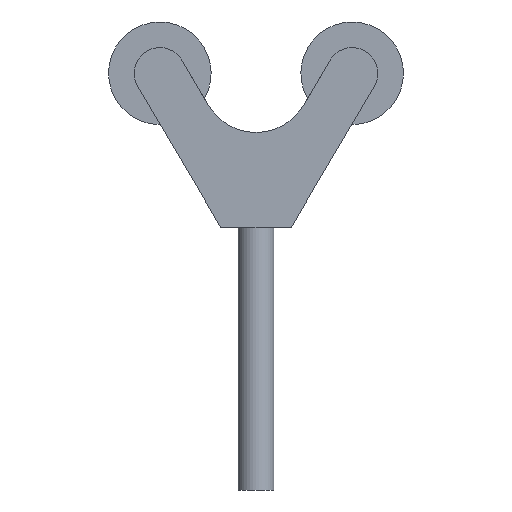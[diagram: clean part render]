
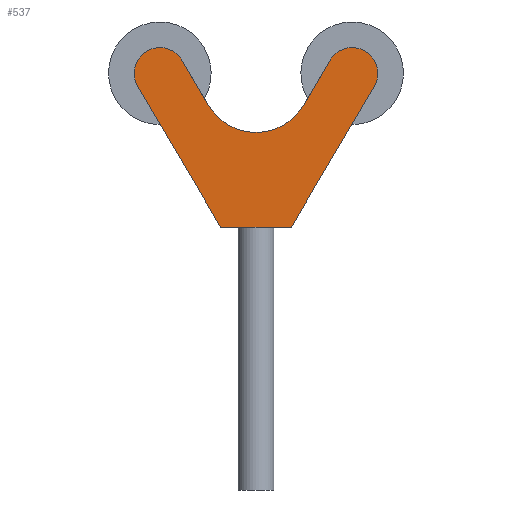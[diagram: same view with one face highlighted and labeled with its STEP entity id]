
A CAD part, front view. The second image highlights one B-rep face of the part: STEP entity #537.
In plain terms, the highlighted planar face has unit normal (0, -1, 0).
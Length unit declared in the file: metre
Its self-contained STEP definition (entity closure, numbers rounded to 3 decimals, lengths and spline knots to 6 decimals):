
#53=LINE('',#887,#105);
#69=LINE('',#928,#121);
#74=LINE('',#941,#126);
#78=LINE('',#951,#130);
#82=LINE('',#962,#134);
#105=VECTOR('',#719,1.);
#121=VECTOR('',#763,1.);
#126=VECTOR('',#776,1.);
#130=VECTOR('',#786,1.);
#134=VECTOR('',#798,1.);
#251=ORIENTED_EDGE('',*,*,#313,.T.);
#252=ORIENTED_EDGE('',*,*,#352,.T.);
#253=ORIENTED_EDGE('',*,*,#349,.F.);
#254=ORIENTED_EDGE('',*,*,#346,.T.);
#255=ORIENTED_EDGE('',*,*,#343,.T.);
#256=ORIENTED_EDGE('',*,*,#341,.F.);
#257=ORIENTED_EDGE('',*,*,#338,.T.);
#258=ORIENTED_EDGE('',*,*,#334,.F.);
#313=EDGE_CURVE('',#382,#381,#53,.T.);
#334=EDGE_CURVE('',#382,#393,#69,.T.);
#338=EDGE_CURVE('',#396,#393,#417,.T.);
#341=EDGE_CURVE('',#396,#397,#74,.T.);
#343=EDGE_CURVE('',#398,#397,#418,.T.);
#346=EDGE_CURVE('',#400,#398,#78,.T.);
#349=EDGE_CURVE('',#400,#402,#420,.T.);
#352=EDGE_CURVE('',#381,#402,#82,.T.);
#381=VERTEX_POINT('',#886);
#382=VERTEX_POINT('',#888);
#393=VERTEX_POINT('',#929);
#396=VERTEX_POINT('',#937);
#397=VERTEX_POINT('',#942);
#398=VERTEX_POINT('',#946);
#400=VERTEX_POINT('',#952);
#402=VERTEX_POINT('',#958);
#417=CIRCLE('',#642,0.0254);
#418=CIRCLE('',#645,0.054621);
#420=CIRCLE('',#649,0.0254);
#450=EDGE_LOOP('',(#251,#252,#253,#254,#255,#256,#257,#258));
#484=FACE_BOUND('',#450,.T.);
#509=PLANE('',#651);
#537=ADVANCED_FACE('',(#484),#509,.F.);
#642=AXIS2_PLACEMENT_3D('',#936,#770,#771);
#645=AXIS2_PLACEMENT_3D('',#945,#780,#781);
#649=AXIS2_PLACEMENT_3D('',#957,#792,#793);
#651=AXIS2_PLACEMENT_3D('',#963,#799,#800);
#719=DIRECTION('',(1.,0.,0.));
#763=DIRECTION('',(-0.508,0.,0.862));
#770=DIRECTION('',(0.,-1.,0.));
#771=DIRECTION('',(0.,0.,1.));
#776=DIRECTION('',(0.508,0.,-0.862));
#780=DIRECTION('',(0.,1.,0.));
#781=DIRECTION('',(0.,0.,1.));
#786=DIRECTION('',(-0.508,0.,-0.862));
#792=DIRECTION('',(0.,1.,0.));
#793=DIRECTION('',(0.,0.,1.));
#798=DIRECTION('',(0.508,0.,0.862));
#799=DIRECTION('',(0.,1.,0.));
#800=DIRECTION('',(-1.,0.,0.));
#886=CARTESIAN_POINT('',(0.034925,0.28575,1.1049));
#887=CARTESIAN_POINT('',(0.,0.28575,1.1049));
#888=CARTESIAN_POINT('',(-0.034925,0.28575,1.1049));
#928=CARTESIAN_POINT('',(-0.076029,0.28575,1.174652));
#929=CARTESIAN_POINT('',(-0.117133,0.28575,1.244405));
#936=CARTESIAN_POINT('',(-0.09525,0.28575,1.2573));
#937=CARTESIAN_POINT('',(-0.073367,0.28575,1.270195));
#941=CARTESIAN_POINT('',(-0.060212,0.28575,1.247873));
#942=CARTESIAN_POINT('',(-0.047058,0.28575,1.22555));
#945=CARTESIAN_POINT('',(0.,0.28575,1.253281));
#946=CARTESIAN_POINT('',(0.047058,0.28575,1.22555));
#951=CARTESIAN_POINT('',(0.060212,0.28575,1.247873));
#952=CARTESIAN_POINT('',(0.073367,0.28575,1.270195));
#957=CARTESIAN_POINT('',(0.09525,0.28575,1.2573));
#958=CARTESIAN_POINT('',(0.117133,0.28575,1.244405));
#962=CARTESIAN_POINT('',(0.076029,0.28575,1.174652));
#963=CARTESIAN_POINT('',(0.,0.28575,1.1938));
